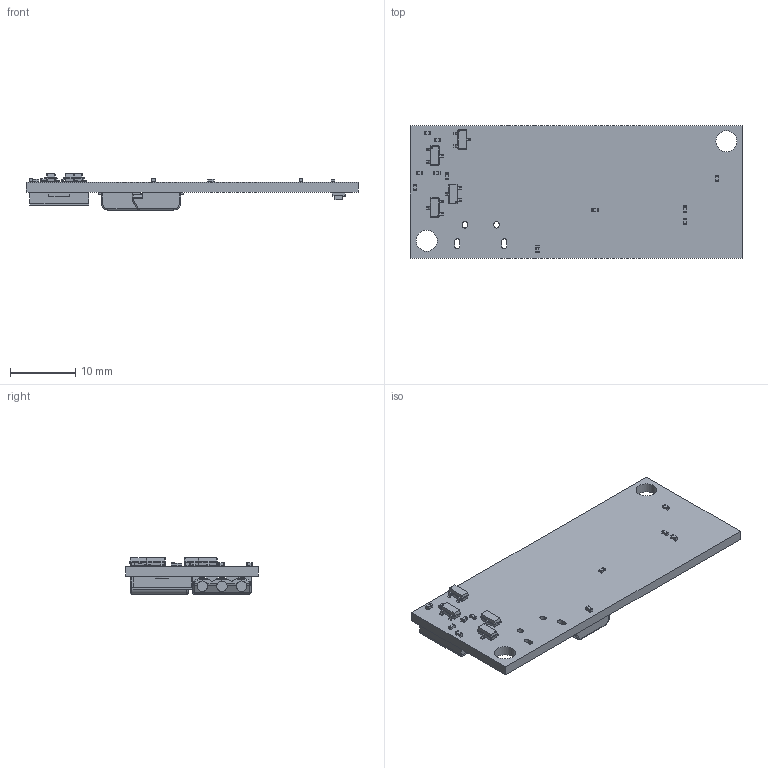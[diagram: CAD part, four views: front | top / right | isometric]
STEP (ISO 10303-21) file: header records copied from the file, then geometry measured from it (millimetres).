
FILE_DESCRIPTION(('KiCad electronic assembly'),'2;1');
FILE_NAME('metrumizer.step','2025-12-13T01:31:26',('Pcbnew'),('Kicad'), 'Open CASCADE STEP processor 7.9','KiCad to STEP converter','Unknown' );
FILE_SCHEMA(('AUTOMOTIVE_DESIGN { 1 0 10303 214 1 1 1 1 }'));
Length unit declared in the file: millimetre
Products named in the file (9): metrumizer 1; C_0402_1005Metric; R_0402_1005Metric; SOT-23; L_0402_1005Metric; LED_0805_2012Metric; PKMCS0909E4000-R1; 2059-323_998-403_HI; metrumizer_PCB
Assembly tree (20 placements, depth 2):
  metrumizer 1
    C_0402_1005Metric  x4
    R_0402_1005Metric  x6
    SOT-23  x4
    L_0402_1005Metric
    LED_0805_2012Metric
    PKMCS0909E4000-R1
    2059-323_998-403_HI  x2
    metrumizer_PCB
Bounding box: 50.8 x 20.32 x 5.53 mm (x, y, z)
Volume: 1991.7 mm3; surface area: 3344.8 mm2
Topology: 25 solids, 25 shells, 997 faces, 2564 edges, 1646 vertices
Faces by surface type: plane 622, cylinder 281, bspline 64, torus 22, revolution 4, sphere 4
Full cylindrical faces by diameter (mm): 1.1 x6, 1.6 x6, 3.2 x2
Entity records: 16180 total; most frequent: CARTESIAN_POINT 2408, ORIENTED_EDGE 2198, DIRECTION 2170, EDGE_CURVE 1099, LINE 806, VECTOR 806, VERTEX_POINT 712, AXIS2_PLACEMENT_3D 681
